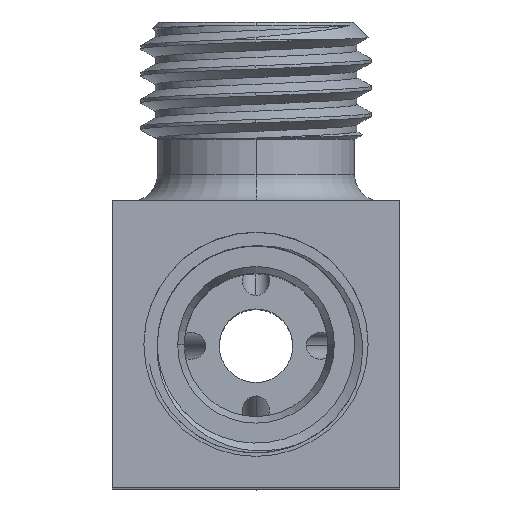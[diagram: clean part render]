
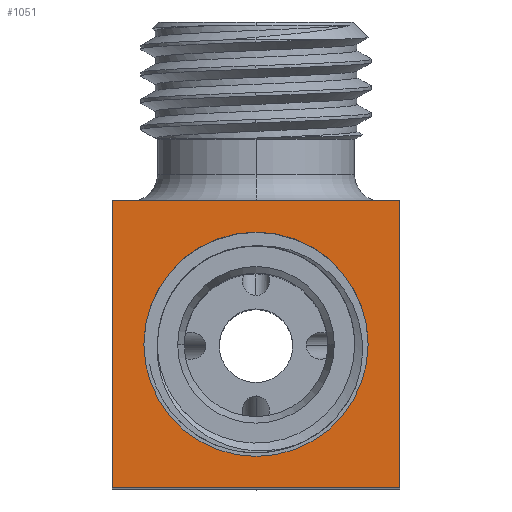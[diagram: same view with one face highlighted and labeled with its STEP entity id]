
A CAD part, top view. The second image highlights one B-rep face of the part: STEP entity #1051.
In plain terms, the highlighted planar face has unit normal (0, 0, 1).
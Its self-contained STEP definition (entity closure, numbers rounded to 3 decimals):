
#147 = LINE ( 'NONE', #3494, #6588 ) ;
#179 = DIRECTION ( 'NONE',  ( 1., 0., 0. ) ) ;
#202 = ORIENTED_EDGE ( 'NONE', *, *, #319, .T. ) ;
#319 = EDGE_CURVE ( 'NONE', #5637, #7120, #1101, .T. ) ;
#422 = AXIS2_PLACEMENT_3D ( 'NONE', #1612, #5097, #1120 ) ;
#450 = CARTESIAN_POINT ( 'NONE',  ( -8., 8., 0. ) ) ;
#491 = DIRECTION ( 'NONE',  ( 0., -1., 0. ) ) ;
#545 = CARTESIAN_POINT ( 'NONE',  ( 6.25, 0., 0. ) ) ;
#557 = DIRECTION ( 'NONE',  ( -1., 0., 0. ) ) ;
#755 = CARTESIAN_POINT ( 'NONE',  ( 0., 0., 0. ) ) ;
#837 = VECTOR ( 'NONE', #4363, 1000. ) ;
#858 = VERTEX_POINT ( 'NONE', #545 ) ;
#999 = CARTESIAN_POINT ( 'NONE',  ( 8., 8., 0. ) ) ;
#1020 = EDGE_LOOP ( 'NONE', ( #202, #4325, #5880, #1331 ) ) ;
#1051 = ADVANCED_FACE ( 'NONE', ( #5667, #1570 ), #6275, .T. ) ;
#1101 = LINE ( 'NONE', #1551, #6538 ) ;
#1120 = DIRECTION ( 'NONE',  ( 1., 0., 0. ) ) ;
#1331 = ORIENTED_EDGE ( 'NONE', *, *, #3242, .T. ) ;
#1521 = CARTESIAN_POINT ( 'NONE',  ( -6.25, 0., 0. ) ) ;
#1551 = CARTESIAN_POINT ( 'NONE',  ( -8., 8., 0. ) ) ;
#1570 = FACE_OUTER_BOUND ( 'NONE', #1020, .T. ) ;
#1612 = CARTESIAN_POINT ( 'NONE',  ( 0., 0., 0. ) ) ;
#2136 = DIRECTION ( 'NONE',  ( 0., 0., 1. ) ) ;
#2163 = EDGE_CURVE ( 'NONE', #7120, #6660, #147, .T. ) ;
#2210 = CARTESIAN_POINT ( 'NONE',  ( 8., -8., 0. ) ) ;
#2326 = DIRECTION ( 'NONE',  ( 1., 0., 0. ) ) ;
#2577 = CARTESIAN_POINT ( 'NONE',  ( -8., 8., 0. ) ) ;
#2664 = LINE ( 'NONE', #999, #837 ) ;
#3224 = CIRCLE ( 'NONE', #5166, 6.25 ) ;
#3242 = EDGE_CURVE ( 'NONE', #5244, #5637, #5752, .T. ) ;
#3404 = CIRCLE ( 'NONE', #4237, 6.25 ) ;
#3494 = CARTESIAN_POINT ( 'NONE',  ( -8., -8., 0. ) ) ;
#4137 = VERTEX_POINT ( 'NONE', #1521 ) ;
#4237 = AXIS2_PLACEMENT_3D ( 'NONE', #4931, #2136, #6181 ) ;
#4325 = ORIENTED_EDGE ( 'NONE', *, *, #2163, .T. ) ;
#4363 = DIRECTION ( 'NONE',  ( 0., 1., 0. ) ) ;
#4638 = EDGE_CURVE ( 'NONE', #858, #4137, #3224, .T. ) ;
#4931 = CARTESIAN_POINT ( 'NONE',  ( 0., 0., 0. ) ) ;
#5097 = DIRECTION ( 'NONE',  ( 0., 0., 1. ) ) ;
#5166 = AXIS2_PLACEMENT_3D ( 'NONE', #755, #5376, #179 ) ;
#5244 = VERTEX_POINT ( 'NONE', #6805 ) ;
#5376 = DIRECTION ( 'NONE',  ( 0., 0., 1. ) ) ;
#5637 = VERTEX_POINT ( 'NONE', #2577 ) ;
#5667 = FACE_BOUND ( 'NONE', #6186, .T. ) ;
#5752 = LINE ( 'NONE', #450, #6503 ) ;
#5880 = ORIENTED_EDGE ( 'NONE', *, *, #7197, .T. ) ;
#6056 = CARTESIAN_POINT ( 'NONE',  ( -8., -8., 0. ) ) ;
#6181 = DIRECTION ( 'NONE',  ( 1., 0., 0. ) ) ;
#6186 = EDGE_LOOP ( 'NONE', ( #6852, #7138 ) ) ;
#6275 = PLANE ( 'NONE',  #422 ) ;
#6503 = VECTOR ( 'NONE', #557, 1000. ) ;
#6538 = VECTOR ( 'NONE', #491, 1000. ) ;
#6588 = VECTOR ( 'NONE', #2326, 1000. ) ;
#6660 = VERTEX_POINT ( 'NONE', #2210 ) ;
#6683 = EDGE_CURVE ( 'NONE', #4137, #858, #3404, .T. ) ;
#6805 = CARTESIAN_POINT ( 'NONE',  ( 8., 8., 0. ) ) ;
#6852 = ORIENTED_EDGE ( 'NONE', *, *, #4638, .F. ) ;
#7120 = VERTEX_POINT ( 'NONE', #6056 ) ;
#7138 = ORIENTED_EDGE ( 'NONE', *, *, #6683, .F. ) ;
#7197 = EDGE_CURVE ( 'NONE', #6660, #5244, #2664, .T. ) ;
